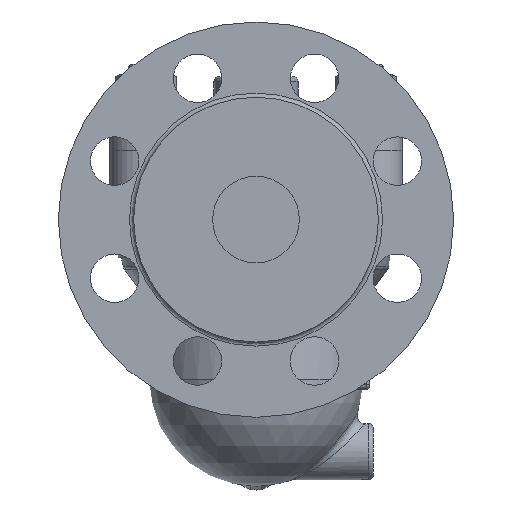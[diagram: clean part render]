
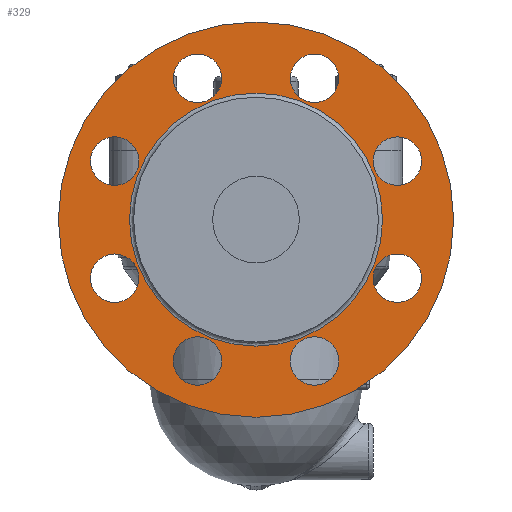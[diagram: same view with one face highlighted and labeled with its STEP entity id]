
A CAD part, left-side view. The second image highlights one B-rep face of the part: STEP entity #329.
In plain terms, the highlighted free-form (B-spline) face has degree [1, 1] with [2, 2] control points.
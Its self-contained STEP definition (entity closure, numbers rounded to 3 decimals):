
#158=CARTESIAN_POINT('',(-138.,0.0,42.6));
#159=VERTEX_POINT('',#158);
#160=CARTESIAN_POINT('',(-138.,0.0,-7.));
#161=DIRECTION('',(-1.0,0.0,0.0));
#162=DIRECTION('',(0.0,0.0,-1.0));
#163=AXIS2_PLACEMENT_3D('',#160,#161,#162);
#164=CIRCLE('',#163,49.6);
#165=EDGE_CURVE('',#159,#159,#164,.T.);
#222=CARTESIAN_POINT('',(-138.,77.5,70.5));
#223=CARTESIAN_POINT('',(-138.,77.5,-84.5));
#224=CARTESIAN_POINT('',(-138.,-77.5,70.5));
#225=CARTESIAN_POINT('',(-138.,-77.5,-84.5));
#226=B_SPLINE_SURFACE_WITH_KNOTS('',1,1,((#222,#224),(#223,#225)),.UNSPECIFIED.,.F.,.F.,.U.,(2,2),(2,2),(0.0,155.0),(0.0,155.0),.UNSPECIFIED.);
#227=CARTESIAN_POINT('',(-138.,0.0,70.5));
#228=VERTEX_POINT('',#227);
#229=CARTESIAN_POINT('',(-138.,0.0,-7.));
#230=DIRECTION('',(-1.0,0.0,0.0));
#231=DIRECTION('',(0.0,0.0,1.0));
#232=AXIS2_PLACEMENT_3D('',#229,#230,#231);
#233=CIRCLE('',#232,77.5);
#234=EDGE_CURVE('',#228,#228,#233,.T.);
#235=ORIENTED_EDGE('',*,*,#234,.T.);
#236=EDGE_LOOP('',(#235));
#237=FACE_OUTER_BOUND('',#236,.T.);
#238=CARTESIAN_POINT('',(-138.0,22.961,38.933));
#239=VERTEX_POINT('',#238);
#240=CARTESIAN_POINT('',(-138.,22.961,48.433));
#241=DIRECTION('',(1.0,0.0,0.0));
#242=DIRECTION('',(0.0,0.0,-1.0));
#243=AXIS2_PLACEMENT_3D('',#240,#241,#242);
#244=CIRCLE('',#243,9.5);
#245=EDGE_CURVE('',#239,#239,#244,.T.);
#246=ORIENTED_EDGE('',*,*,#245,.T.);
#247=EDGE_LOOP('',(#246));
#248=FACE_BOUND('',#247,.T.);
#249=CARTESIAN_POINT('',(-138.0,48.715,9.243));
#250=VERTEX_POINT('',#249);
#251=CARTESIAN_POINT('',(-138.,55.433,15.961));
#252=DIRECTION('',(1.,0.,0.));
#253=DIRECTION('',(0.,-0.707,-0.707));
#254=AXIS2_PLACEMENT_3D('',#251,#252,#253);
#255=CIRCLE('',#254,9.5);
#256=EDGE_CURVE('',#250,#250,#255,.T.);
#257=ORIENTED_EDGE('',*,*,#256,.T.);
#258=EDGE_LOOP('',(#257));
#259=FACE_BOUND('',#258,.T.);
#260=CARTESIAN_POINT('',(-138.,45.933,-29.961));
#261=VERTEX_POINT('',#260);
#262=CARTESIAN_POINT('',(-138.,55.433,-29.961));
#263=DIRECTION('',(1.0,0.0,0.0));
#264=DIRECTION('',(0.0,-1.0,0.0));
#265=AXIS2_PLACEMENT_3D('',#262,#263,#264);
#266=CIRCLE('',#265,9.5);
#267=EDGE_CURVE('',#261,#261,#266,.T.);
#268=ORIENTED_EDGE('',*,*,#267,.T.);
#269=EDGE_LOOP('',(#268));
#270=FACE_BOUND('',#269,.T.);
#271=CARTESIAN_POINT('',(-138.,16.243,-55.715));
#272=VERTEX_POINT('',#271);
#273=CARTESIAN_POINT('',(-138.,22.961,-62.433));
#274=DIRECTION('',(1.,0.,0.));
#275=DIRECTION('',(0.,-0.707,0.707));
#276=AXIS2_PLACEMENT_3D('',#273,#274,#275);
#277=CIRCLE('',#276,9.5);
#278=EDGE_CURVE('',#272,#272,#277,.T.);
#279=ORIENTED_EDGE('',*,*,#278,.T.);
#280=EDGE_LOOP('',(#279));
#281=FACE_BOUND('',#280,.T.);
#282=CARTESIAN_POINT('',(-138.,-22.961,-52.933));
#283=VERTEX_POINT('',#282);
#284=CARTESIAN_POINT('',(-138.,-22.961,-62.433));
#285=DIRECTION('',(1.0,0.0,0.0));
#286=DIRECTION('',(0.0,0.0,1.0));
#287=AXIS2_PLACEMENT_3D('',#284,#285,#286);
#288=CIRCLE('',#287,9.5);
#289=EDGE_CURVE('',#283,#283,#288,.T.);
#290=ORIENTED_EDGE('',*,*,#289,.T.);
#291=EDGE_LOOP('',(#290));
#292=FACE_BOUND('',#291,.T.);
#293=CARTESIAN_POINT('',(-138.,-48.715,-23.243));
#294=VERTEX_POINT('',#293);
#295=CARTESIAN_POINT('',(-138.,-55.433,-29.961));
#296=DIRECTION('',(1.0,0.,0.));
#297=DIRECTION('',(0.,0.707,0.707));
#298=AXIS2_PLACEMENT_3D('',#295,#296,#297);
#299=CIRCLE('',#298,9.5);
#300=EDGE_CURVE('',#294,#294,#299,.T.);
#301=ORIENTED_EDGE('',*,*,#300,.T.);
#302=EDGE_LOOP('',(#301));
#303=FACE_BOUND('',#302,.T.);
#304=CARTESIAN_POINT('',(-138.0,-45.933,15.961));
#305=VERTEX_POINT('',#304);
#306=CARTESIAN_POINT('',(-138.,-55.433,15.961));
#307=DIRECTION('',(1.0,0.0,0.0));
#308=DIRECTION('',(0.0,1.0,0.0));
#309=AXIS2_PLACEMENT_3D('',#306,#307,#308);
#310=CIRCLE('',#309,9.5);
#311=EDGE_CURVE('',#305,#305,#310,.T.);
#312=ORIENTED_EDGE('',*,*,#311,.T.);
#313=EDGE_LOOP('',(#312));
#314=FACE_BOUND('',#313,.T.);
#315=CARTESIAN_POINT('',(-138.0,-16.243,41.715));
#316=VERTEX_POINT('',#315);
#317=CARTESIAN_POINT('',(-138.,-22.961,48.433));
#318=DIRECTION('',(1.0,0.,0.));
#319=DIRECTION('',(0.,0.707,-0.707));
#320=AXIS2_PLACEMENT_3D('',#317,#318,#319);
#321=CIRCLE('',#320,9.5);
#322=EDGE_CURVE('',#316,#316,#321,.T.);
#323=ORIENTED_EDGE('',*,*,#322,.T.);
#324=EDGE_LOOP('',(#323));
#325=FACE_BOUND('',#324,.T.);
#326=ORIENTED_EDGE('',*,*,#165,.F.);
#327=EDGE_LOOP('',(#326));
#328=FACE_BOUND('',#327,.T.);
#329=ADVANCED_FACE('',(#237,#248,#259,#270,#281,#292,#303,#314,#325,#328),#226,.T.);
